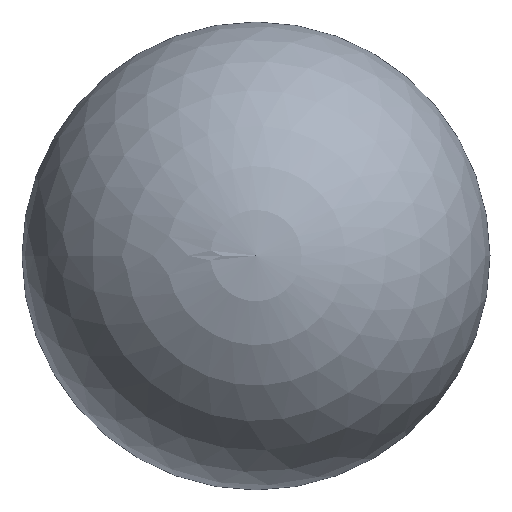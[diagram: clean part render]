
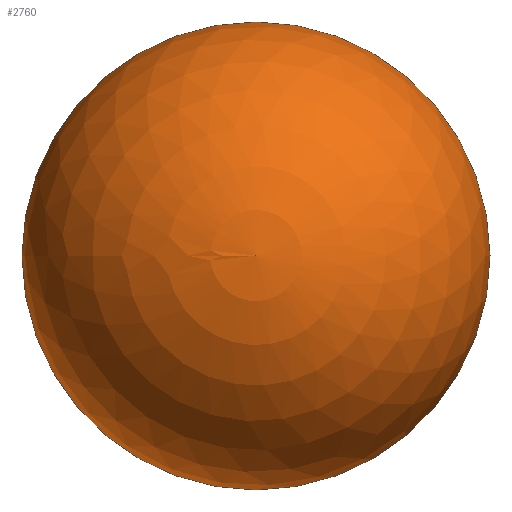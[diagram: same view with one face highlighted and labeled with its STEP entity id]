
A CAD part, top view. The second image highlights one B-rep face of the part: STEP entity #2760.
In plain terms, the highlighted spherical face has radius 35 mm.
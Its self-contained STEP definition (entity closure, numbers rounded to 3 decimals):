
#658 = EDGE_LOOP ( 'NONE', ( #9279, #7726 ) ) ;
#2060 = DIRECTION ( 'NONE',  ( -1., 0., 0. ) ) ;
#2337 = AXIS2_PLACEMENT_3D ( 'NONE', #5544, #8617, #4895 ) ;
#2760 = ADVANCED_FACE ( 'NONE', ( #6158 ), #6265, .T. ) ;
#3128 = VERTEX_POINT ( 'NONE', #9365 ) ;
#3210 = EDGE_CURVE ( 'NONE', #5372, #3128, #4412, .T. ) ;
#3555 = AXIS2_PLACEMENT_3D ( 'NONE', #6477, #6509, #2060 ) ;
#3815 = CIRCLE ( 'NONE', #2337, 35. ) ;
#4412 = CIRCLE ( 'NONE', #6925, 35. ) ;
#4562 = CARTESIAN_POINT ( 'NONE',  ( -35., 0., 0. ) ) ;
#4895 = DIRECTION ( 'NONE',  ( -1., 0., 0. ) ) ;
#5115 = EDGE_CURVE ( 'NONE', #3128, #5372, #3815, .T. ) ;
#5372 = VERTEX_POINT ( 'NONE', #4562 ) ;
#5544 = CARTESIAN_POINT ( 'NONE',  ( 0., 0., 0. ) ) ;
#6158 = FACE_OUTER_BOUND ( 'NONE', #658, .T. ) ;
#6265 = SPHERICAL_SURFACE ( 'NONE', #3555, 35. ) ;
#6477 = CARTESIAN_POINT ( 'NONE',  ( 0., 0., 0. ) ) ;
#6509 = DIRECTION ( 'NONE',  ( 0., 0., 1. ) ) ;
#6925 = AXIS2_PLACEMENT_3D ( 'NONE', #7227, #9437, #7259 ) ;
#7227 = CARTESIAN_POINT ( 'NONE',  ( 0., 0., 0. ) ) ;
#7259 = DIRECTION ( 'NONE',  ( -1., 0., 0. ) ) ;
#7726 = ORIENTED_EDGE ( 'NONE', *, *, #5115, .F. ) ;
#8617 = DIRECTION ( 'NONE',  ( 0., 0., -1. ) ) ;
#9279 = ORIENTED_EDGE ( 'NONE', *, *, #3210, .F. ) ;
#9365 = CARTESIAN_POINT ( 'NONE',  ( 35., 0., 0. ) ) ;
#9437 = DIRECTION ( 'NONE',  ( 0., 0., -1. ) ) ;
